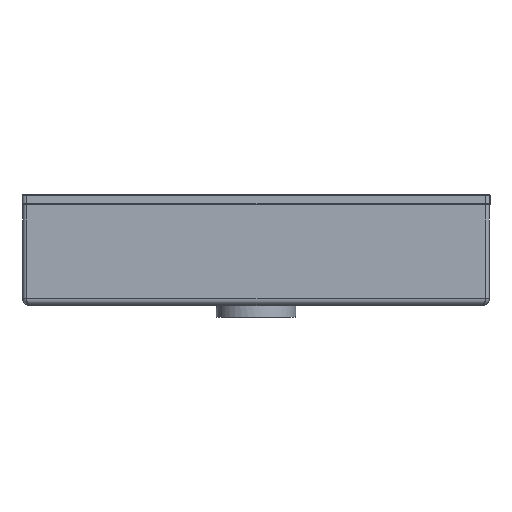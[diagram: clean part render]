
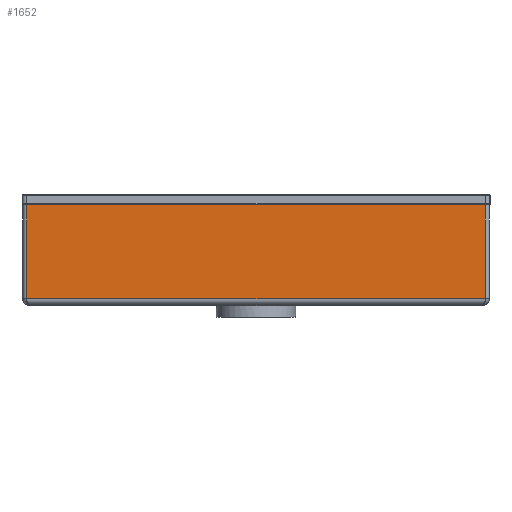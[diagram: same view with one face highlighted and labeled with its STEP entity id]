
A CAD part, left-side view. The second image highlights one B-rep face of the part: STEP entity #1652.
In plain terms, the highlighted planar face has unit normal (-1, 0, 0).
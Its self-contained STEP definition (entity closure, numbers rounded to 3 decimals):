
#1120=CARTESIAN_POINT('Vertex',(-299.5,196.,87.)) ;
#1125=CARTESIAN_POINT('Line Origine',(-299.5,0.,87.)) ;
#1129=CARTESIAN_POINT('Vertex',(-299.5,-196.,87.)) ;
#1389=CARTESIAN_POINT('Vertex',(-299.5,-196.,6.)) ;
#1556=CARTESIAN_POINT('Vertex',(-299.5,196.,6.)) ;
#1614=CARTESIAN_POINT('Line Origine',(-299.5,196.,43.5)) ;
#1631=CARTESIAN_POINT('Axis2P3D Location',(-299.5,-199.5,87.)) ;
#1636=CARTESIAN_POINT('Line Origine',(-299.5,0.,6.)) ;
#1641=CARTESIAN_POINT('Line Origine',(-299.5,-196.,46.5)) ;
#1127=VECTOR('Line Direction',#1126,1.) ;
#1616=VECTOR('Line Direction',#1615,1.) ;
#1638=VECTOR('Line Direction',#1637,1.) ;
#1643=VECTOR('Line Direction',#1642,1.) ;
#1126=DIRECTION('Vector Direction',(0.,1.,0.)) ;
#1615=DIRECTION('Vector Direction',(0.,0.,1.)) ;
#1632=DIRECTION('Axis2P3D Direction',(1.,-0.,0.)) ;
#1633=DIRECTION('Axis2P3D XDirection',(0.,0.,-1.)) ;
#1637=DIRECTION('Vector Direction',(0.,1.,0.)) ;
#1642=DIRECTION('Vector Direction',(0.,0.,1.)) ;
#1634=AXIS2_PLACEMENT_3D('Plane Axis2P3D',#1631,#1632,#1633) ;
#1128=LINE('Line',#1125,#1127) ;
#1617=LINE('Line',#1614,#1616) ;
#1639=LINE('Line',#1636,#1638) ;
#1644=LINE('Line',#1641,#1643) ;
#1635=PLANE('',#1634) ;
#1131=EDGE_CURVE('',#1130,#1121,#1128,.T.) ;
#1618=EDGE_CURVE('',#1557,#1121,#1617,.T.) ;
#1640=EDGE_CURVE('',#1557,#1390,#1639,.F.) ;
#1645=EDGE_CURVE('',#1390,#1130,#1644,.T.) ;
#1647=ORIENTED_EDGE('',*,*,#1640,.T.) ;
#1648=ORIENTED_EDGE('',*,*,#1645,.T.) ;
#1649=ORIENTED_EDGE('',*,*,#1131,.T.) ;
#1650=ORIENTED_EDGE('',*,*,#1618,.F.) ;
#1646=EDGE_LOOP('',(#1647,#1648,#1649,#1650)) ;
#1121=VERTEX_POINT('',#1120) ;
#1130=VERTEX_POINT('',#1129) ;
#1390=VERTEX_POINT('',#1389) ;
#1557=VERTEX_POINT('',#1556) ;
#1652=ADVANCED_FACE('Hauptk\X2\00F6\X0\rper',(#1651),#1635,.F.) ;
#1651=FACE_OUTER_BOUND('',#1646,.T.) ;
